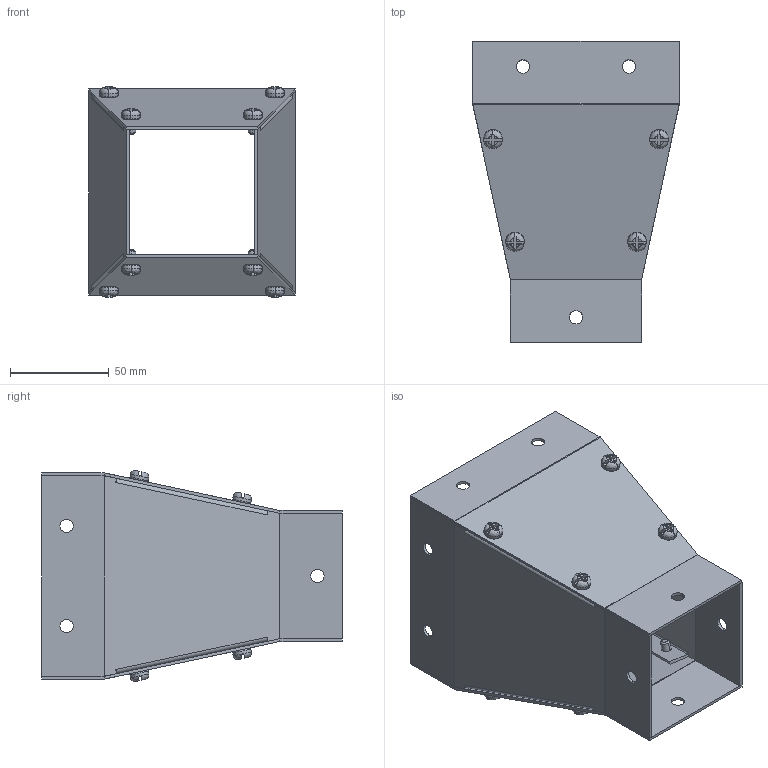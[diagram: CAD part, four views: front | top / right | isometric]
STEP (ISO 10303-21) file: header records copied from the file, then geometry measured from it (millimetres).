
FILE_DESCRIPTION (( 'STEP AP203' ), '1' );
FILE_NAME ('CWRD42.step', '2024-04-25T14:59:32', ( '' ), ( '' ), 'SwSTEP 2.0', 'SolidWorks 2023', '' );
FILE_SCHEMA (( 'CONFIG_CONTROL_DESIGN' ));
Length unit declared in the file: inch
Products named in the file (1): CWRD42
Bounding box: 104.5 x 152.41 x 106.88 mm (x, y, z)
Volume: 82019.4 mm3; surface area: 115882.2 mm2
Topology: 12 solids, 12 shells, 408 faces, 1032 edges, 656 vertices
Faces by surface type: plane 232, cylinder 112, bspline 48, cone 16
Entity records: 14077 total; most frequent: CARTESIAN_POINT 4425, ORIENTED_EDGE 2064, DIRECTION 1858, EDGE_CURVE 1032, VERTEX_POINT 656, AXIS2_PLACEMENT_3D 649, LINE 560, VECTOR 560
